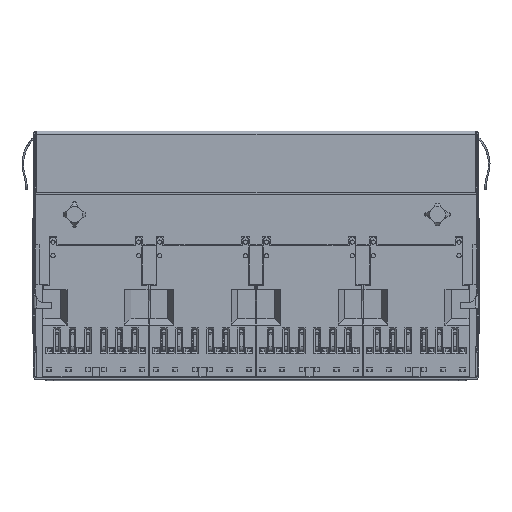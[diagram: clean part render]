
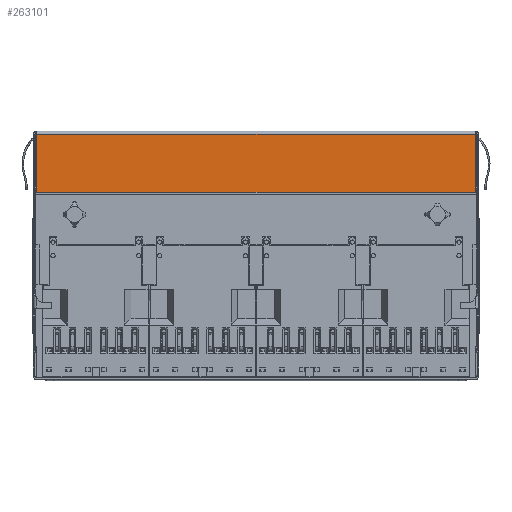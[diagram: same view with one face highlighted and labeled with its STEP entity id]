
A CAD part, front view. The second image highlights one B-rep face of the part: STEP entity #263101.
In plain terms, the highlighted planar face has unit normal (0, -1, 0).
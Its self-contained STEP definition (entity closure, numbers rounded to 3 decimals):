
#96334=DIRECTION('',(-1.,0.,0.));
#96335=VECTOR('',#96334,57.44);
#96336=CARTESIAN_POINT('',(62.74,2.,4.25));
#96337=LINE('',#96336,#96335);
#96342=DIRECTION('',(0.,0.,-1.));
#96343=VECTOR('',#96342,7.6);
#96344=CARTESIAN_POINT('',(5.3,2.,4.25));
#96345=LINE('',#96344,#96343);
#96346=DIRECTION('',(1.,0.,0.));
#96347=VECTOR('',#96346,57.44);
#96348=CARTESIAN_POINT('',(5.3,2.,-3.35));
#96349=LINE('',#96348,#96347);
#96354=DIRECTION('',(0.,0.,1.));
#96355=VECTOR('',#96354,7.6);
#96356=CARTESIAN_POINT('',(62.74,2.,-3.35));
#96357=LINE('',#96356,#96355);
#103300=CARTESIAN_POINT('',(5.3,2.,4.25));
#103301=VERTEX_POINT('',#103300);
#103304=CARTESIAN_POINT('',(62.74,2.,4.25));
#103305=VERTEX_POINT('',#103304);
#103306=CARTESIAN_POINT('',(5.3,2.,-3.35));
#103307=VERTEX_POINT('',#103306);
#103308=CARTESIAN_POINT('',(62.74,2.,-3.35));
#103309=VERTEX_POINT('',#103308);
#263087=CARTESIAN_POINT('',(34.02,2.,0.45));
#263088=DIRECTION('',(0.,1.,0.));
#263089=DIRECTION('',(-1.,0.,0.));
#263090=AXIS2_PLACEMENT_3D('',#263087,#263088,#263089);
#263091=PLANE('',#263090);
#263093=ORIENTED_EDGE('',*,*,#263092,.F.);
#263094=ORIENTED_EDGE('',*,*,#263078,.F.);
#263096=ORIENTED_EDGE('',*,*,#263095,.F.);
#263098=ORIENTED_EDGE('',*,*,#263097,.F.);
#263099=EDGE_LOOP('',(#263093,#263094,#263096,#263098));
#263100=FACE_OUTER_BOUND('',#263099,.F.);
#263101=ADVANCED_FACE('',(#263100),#263091,.F.);
#263078=EDGE_CURVE('',#103305,#103301,#96337,.T.);
#263092=EDGE_CURVE('',#103301,#103307,#96345,.T.);
#263095=EDGE_CURVE('',#103309,#103305,#96357,.T.);
#263097=EDGE_CURVE('',#103307,#103309,#96349,.T.);
